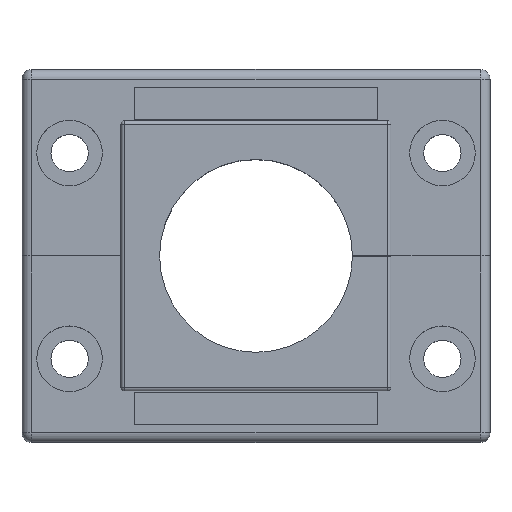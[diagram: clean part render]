
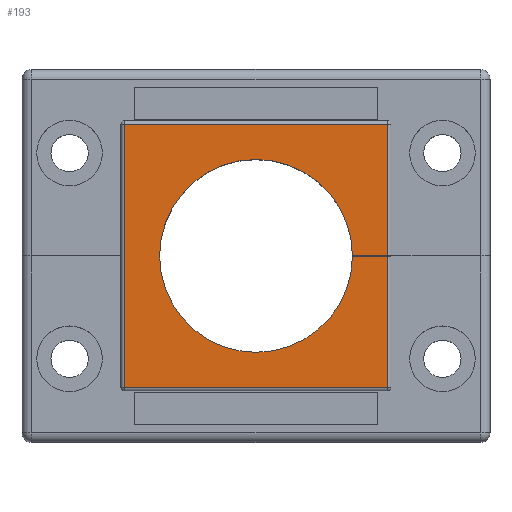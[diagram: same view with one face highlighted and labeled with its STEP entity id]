
A CAD part, top view. The second image highlights one B-rep face of the part: STEP entity #193.
In plain terms, the highlighted planar face has unit normal (0, 0, 1).
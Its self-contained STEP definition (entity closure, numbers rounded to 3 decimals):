
#193=ADVANCED_FACE('NONE',(#537),#538,.T.);
#537=FACE_OUTER_BOUND('',#1007,.T.);
#538=PLANE('',#1008);
#1007=EDGE_LOOP('',(#2039,#2040,#2041,#2042,#2043,#2044,#2045,#2046,#2047));
#1008=AXIS2_PLACEMENT_3D('',#2048,#2049,#2050);
#2039=ORIENTED_EDGE('',*,*,#3128,.F.);
#2040=ORIENTED_EDGE('',*,*,#3163,.F.);
#2041=ORIENTED_EDGE('',*,*,#3164,.T.);
#2042=ORIENTED_EDGE('',*,*,#3165,.T.);
#2043=ORIENTED_EDGE('',*,*,#3166,.T.);
#2044=ORIENTED_EDGE('',*,*,#3167,.T.);
#2045=ORIENTED_EDGE('',*,*,#3168,.T.);
#2046=ORIENTED_EDGE('',*,*,#3169,.F.);
#2047=ORIENTED_EDGE('',*,*,#3170,.F.);
#2048=CARTESIAN_POINT('',(-21.0,-21.0,10.5));
#2049=DIRECTION('',(0.0,0.0,1.0));
#2050=DIRECTION('',(1.0,0.0,0.0));
#3128=EDGE_CURVE('NONE',#3772,#3768,#3774,.T.);
#3163=EDGE_CURVE('NONE',#3836,#3772,#3837,.T.);
#3164=EDGE_CURVE('NONE',#3836,#3838,#3839,.T.);
#3165=EDGE_CURVE('NONE',#3838,#3840,#3841,.T.);
#3166=EDGE_CURVE('NONE',#3840,#3842,#3843,.T.);
#3167=EDGE_CURVE('NONE',#3842,#3844,#3845,.T.);
#3168=EDGE_CURVE('NONE',#3844,#3846,#3847,.T.);
#3169=EDGE_CURVE('NONE',#3848,#3846,#3849,.T.);
#3170=EDGE_CURVE('NONE',#3768,#3848,#3850,.T.);
#3768=VERTEX_POINT('',#4720);
#3772=VERTEX_POINT('NONE',#4725);
#3774=CIRCLE('',#4728,15.0);
#3836=VERTEX_POINT('NONE',#4819);
#3837=LINE('',#4820,#4821);
#3838=VERTEX_POINT('NONE',#4822);
#3839=LINE('',#4823,#4824);
#3840=VERTEX_POINT('NONE',#4825);
#3841=LINE('',#4826,#4827);
#3842=VERTEX_POINT('NONE',#4828);
#3843=LINE('',#4829,#4830);
#3844=VERTEX_POINT('NONE',#4831);
#3845=LINE('',#4832,#4833);
#3846=VERTEX_POINT('NONE',#4834);
#3847=LINE('',#4835,#4836);
#3848=VERTEX_POINT('NONE',#4837);
#3849=LINE('',#4838,#4839);
#3850=CIRCLE('',#4840,15.0);
#4720=CARTESIAN_POINT('',(-15.0,0.,10.5));
#4725=CARTESIAN_POINT('',(15.,0.1,10.5));
#4728=AXIS2_PLACEMENT_3D('',#5944,#5945,#5946);
#4819=CARTESIAN_POINT('',(20.5,0.1,10.5));
#4820=CARTESIAN_POINT('',(0.,0.1,10.5));
#4821=VECTOR('',#5991,1000.0);
#4822=CARTESIAN_POINT('',(20.5,20.5,10.5));
#4823=CARTESIAN_POINT('',(20.5,21.0,10.5));
#4824=VECTOR('',#5992,1000.0);
#4825=CARTESIAN_POINT('',(-20.5,20.5,10.5));
#4826=CARTESIAN_POINT('',(-21.0,20.5,10.5));
#4827=VECTOR('',#5993,1000.0);
#4828=CARTESIAN_POINT('',(-20.5,-20.5,10.5));
#4829=CARTESIAN_POINT('',(-20.5,-21.0,10.5));
#4830=VECTOR('',#5994,1000.0);
#4831=CARTESIAN_POINT('',(20.5,-20.5,10.5));
#4832=CARTESIAN_POINT('',(21.0,-20.5,10.5));
#4833=VECTOR('',#5995,1000.0);
#4834=CARTESIAN_POINT('',(20.5,-0.1,10.5));
#4835=CARTESIAN_POINT('',(20.5,21.0,10.5));
#4836=VECTOR('',#5996,1000.0);
#4837=CARTESIAN_POINT('',(15.,-0.1,10.5));
#4838=CARTESIAN_POINT('',(0.0,-0.1,10.5));
#4839=VECTOR('',#5997,1000.0);
#4840=AXIS2_PLACEMENT_3D('',#5998,#5999,#6000);
#5944=CARTESIAN_POINT('',(0.0,0.,10.5));
#5945=DIRECTION('',(0.0,0.0,1.0));
#5946=DIRECTION('',(1.0,0.0,0.0));
#5991=DIRECTION('',(-1.0,0.,0.0));
#5992=DIRECTION('',(0.,1.0,0.0));
#5993=DIRECTION('',(-1.0,0.0,0.0));
#5994=DIRECTION('',(0.0,-1.0,0.0));
#5995=DIRECTION('',(1.0,0.0,0.0));
#5996=DIRECTION('',(0.,1.0,0.0));
#5997=DIRECTION('',(1.0,0.0,0.0));
#5998=CARTESIAN_POINT('',(0.0,0.,10.5));
#5999=DIRECTION('',(0.0,0.0,1.0));
#6000=DIRECTION('',(1.0,0.0,0.0));
